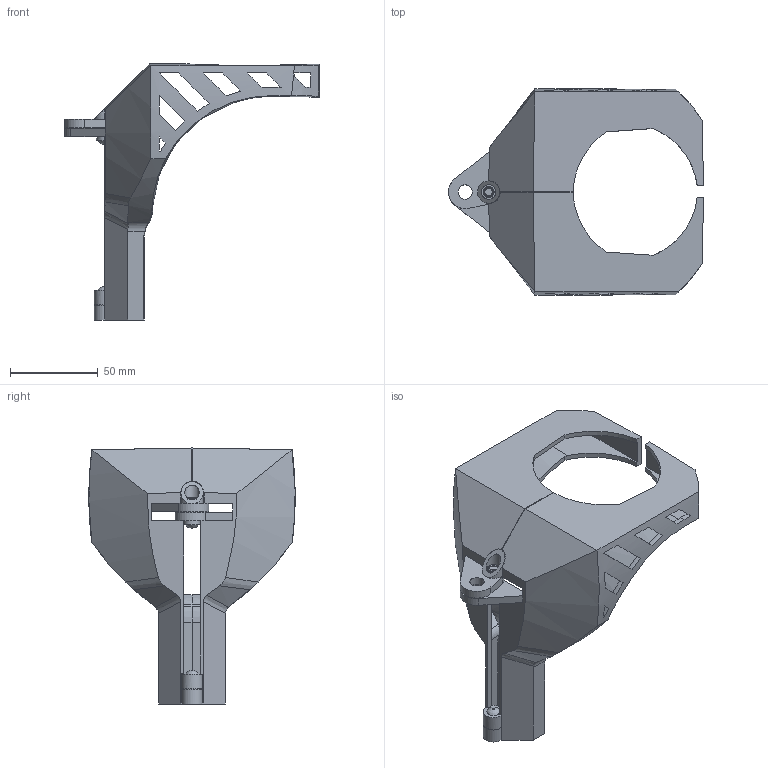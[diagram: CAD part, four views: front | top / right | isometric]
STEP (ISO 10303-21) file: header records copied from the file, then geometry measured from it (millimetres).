
FILE_DESCRIPTION(/* description */ (''),/* implementation_level */ '2;1');
FILE_NAME(/* name */ 'PSL-1058.stp',/* time_stamp */ '2021-07-07T10:55:42-04:00',/* author */ (''),/* organization */ (''),/* preprocessor_version */ 'ST-DEVELOPER v16',/* originating_system */ 'SIEMENS PLM Software NX 11.0',/* authorisation */ '');
FILE_SCHEMA (('AP203_CONFIGURATION_CONTROLLED_3D_DESIGN_OF_MECHANICAL_PARTS_AND_ASSEMBLIES_MIM_LF { 1 0 10303 403 2 1 2}'));
Length unit declared in the file: inch
Products named in the file (3): I00281BS_00-RIGHT; I00281BR_00-LEFT; 013061_00-BALL-VALVE-LOCKOUT-PSL-1058
Assembly tree (2 placements, depth 2):
  013061_00-BALL-VALVE-LOCKOUT-PSL-1058
    I00281BR_00-LEFT
    I00281BS_00-RIGHT
Bounding box: 145.41 x 117.68 x 146.05 mm (x, y, z)
Volume: 100538.2 mm3; surface area: 77016.5 mm2
Topology: 4 solids, 4 shells, 228 faces, 635 edges, 422 vertices
Faces by surface type: plane 136, cylinder 56, bspline 22, cone 5, extrusion 5, torus 4
Full cylindrical faces by diameter (mm): 4.445 x1, 4.953 x2, 5.08 x4, 6.35 x1, 6.601 x1, 8.128 x2, 8.382 x1, 9.271 x1
Entity records: 8252 total; most frequent: CARTESIAN_POINT 2326, ORIENTED_EDGE 1214, DIRECTION 1035, EDGE_CURVE 607, VERTEX_POINT 414, AXIS2_PLACEMENT_3D 363, VECTOR 309, LINE 304
